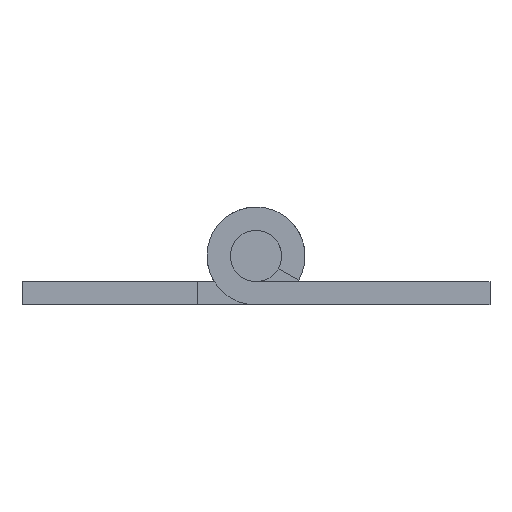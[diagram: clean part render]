
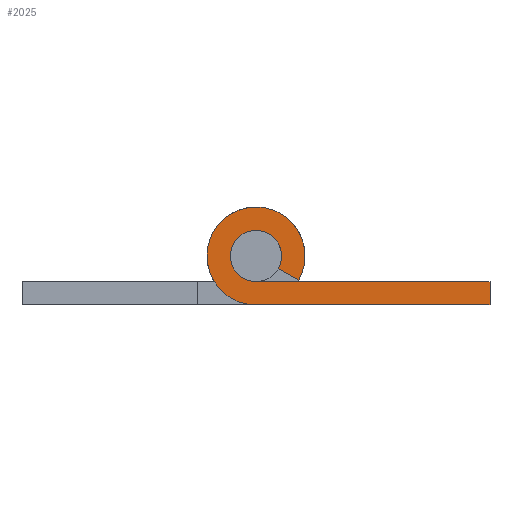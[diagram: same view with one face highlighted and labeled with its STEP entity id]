
A CAD part, front view. The second image highlights one B-rep face of the part: STEP entity #2025.
In plain terms, the highlighted planar face has unit normal (0, -1, 0).
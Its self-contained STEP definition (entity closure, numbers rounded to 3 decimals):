
#85 = LINE ( 'NONE', #3140, #4050 ) ;
#212 = DIRECTION ( 'NONE',  ( 0., 1., 0. ) ) ;
#486 = CIRCLE ( 'NONE', #4711, 3.35 ) ;
#638 = CARTESIAN_POINT ( 'NONE',  ( 1.523, -15.8, -0.862 ) ) ;
#779 = ORIENTED_EDGE ( 'NONE', *, *, #3777, .T. ) ;
#785 = CARTESIAN_POINT ( 'NONE',  ( 0., -15.8, 0. ) ) ;
#797 = CARTESIAN_POINT ( 'NONE',  ( 16., -15.8, -1.75 ) ) ;
#803 = DIRECTION ( 'NONE',  ( 0., 0., -1. ) ) ;
#1145 = DIRECTION ( 'NONE',  ( 0.87, 0., -0.493 ) ) ;
#1239 = CARTESIAN_POINT ( 'NONE',  ( 16., -15.8, -3.35 ) ) ;
#1304 = DIRECTION ( 'NONE',  ( 0., -1., 0. ) ) ;
#1496 = ORIENTED_EDGE ( 'NONE', *, *, #3822, .T. ) ;
#1611 = CARTESIAN_POINT ( 'NONE',  ( 16., -15.8, -3.35 ) ) ;
#1682 = EDGE_CURVE ( 'NONE', #2969, #5279, #85, .T. ) ;
#1786 = EDGE_LOOP ( 'NONE', ( #3480, #1496, #1800, #779, #4195, #5648 ) ) ;
#1800 = ORIENTED_EDGE ( 'NONE', *, *, #5482, .T. ) ;
#1909 = AXIS2_PLACEMENT_3D ( 'NONE', #3329, #212, #3821 ) ;
#1948 = EDGE_CURVE ( 'NONE', #5279, #5810, #4855, .T. ) ;
#2025 = ADVANCED_FACE ( 'NONE', ( #2829 ), #2896, .T. ) ;
#2150 = CARTESIAN_POINT ( 'NONE',  ( 0., -15.8, -1.75 ) ) ;
#2213 = LINE ( 'NONE', #638, #3603 ) ;
#2587 = VERTEX_POINT ( 'NONE', #2150 ) ;
#2829 = FACE_OUTER_BOUND ( 'NONE', #1786, .T. ) ;
#2896 = PLANE ( 'NONE',  #3156 ) ;
#2969 = VERTEX_POINT ( 'NONE', #4393 ) ;
#3129 = VECTOR ( 'NONE', #4314, 1000. ) ;
#3132 = CARTESIAN_POINT ( 'NONE',  ( 1.523, -15.8, -0.862 ) ) ;
#3140 = CARTESIAN_POINT ( 'NONE',  ( 0., -15.8, -3.35 ) ) ;
#3156 = AXIS2_PLACEMENT_3D ( 'NONE', #785, #3922, #803 ) ;
#3286 = LINE ( 'NONE', #5340, #3129 ) ;
#3329 = CARTESIAN_POINT ( 'NONE',  ( 0., -15.8, 0. ) ) ;
#3333 = DIRECTION ( 'NONE',  ( 0., 0., 1. ) ) ;
#3480 = ORIENTED_EDGE ( 'NONE', *, *, #1948, .T. ) ;
#3603 = VECTOR ( 'NONE', #1145, 1000. ) ;
#3624 = DIRECTION ( 'NONE',  ( 1., 0., 0. ) ) ;
#3634 = VERTEX_POINT ( 'NONE', #4156 ) ;
#3777 = EDGE_CURVE ( 'NONE', #6662, #3634, #2213, .T. ) ;
#3821 = DIRECTION ( 'NONE',  ( 0., 0., -1. ) ) ;
#3822 = EDGE_CURVE ( 'NONE', #5810, #2587, #3286, .T. ) ;
#3922 = DIRECTION ( 'NONE',  ( 0., -1., 0. ) ) ;
#4050 = VECTOR ( 'NONE', #3624, 1000. ) ;
#4156 = CARTESIAN_POINT ( 'NONE',  ( 2.915, -15.8, -1.65 ) ) ;
#4195 = ORIENTED_EDGE ( 'NONE', *, *, #5574, .T. ) ;
#4314 = DIRECTION ( 'NONE',  ( -1., 0., 0. ) ) ;
#4393 = CARTESIAN_POINT ( 'NONE',  ( 0., -15.8, -3.35 ) ) ;
#4421 = CARTESIAN_POINT ( 'NONE',  ( 0., -15.8, 0. ) ) ;
#4711 = AXIS2_PLACEMENT_3D ( 'NONE', #4421, #1304, #4938 ) ;
#4855 = LINE ( 'NONE', #1239, #6075 ) ;
#4938 = DIRECTION ( 'NONE',  ( 0., 0., -1. ) ) ;
#5279 = VERTEX_POINT ( 'NONE', #1611 ) ;
#5340 = CARTESIAN_POINT ( 'NONE',  ( 16., -15.8, -1.75 ) ) ;
#5482 = EDGE_CURVE ( 'NONE', #2587, #6662, #6490, .T. ) ;
#5574 = EDGE_CURVE ( 'NONE', #3634, #2969, #486, .T. ) ;
#5648 = ORIENTED_EDGE ( 'NONE', *, *, #1682, .T. ) ;
#5810 = VERTEX_POINT ( 'NONE', #797 ) ;
#6075 = VECTOR ( 'NONE', #3333, 1000. ) ;
#6490 = CIRCLE ( 'NONE', #1909, 1.75 ) ;
#6662 = VERTEX_POINT ( 'NONE', #3132 ) ;
